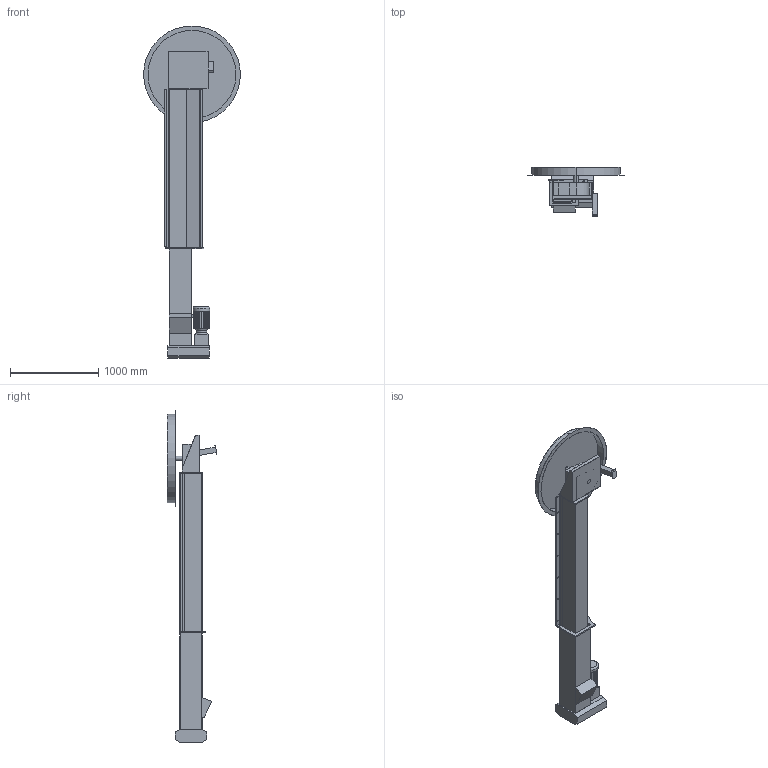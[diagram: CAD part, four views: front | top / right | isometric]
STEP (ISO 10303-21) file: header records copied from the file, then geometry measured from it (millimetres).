
FILE_DESCRIPTION (( 'STEP AP203' ), '1' );
FILE_NAME ('Dopravník_barevný.STEP', '2021-03-10T11:15:03', ( '' ), ( '' ), 'SwSTEP 2.0', 'SolidWorks 2020', '' );
FILE_SCHEMA (( 'CONFIG_CONTROL_DESIGN' ));
Length unit declared in the file: millimetre
Products named in the file (1): Dopravník_barevný
Bounding box: 1094 x 562.79 x 3752 mm (x, y, z)
Volume: 72530941.5 mm3; surface area: 11607614.9 mm2
Topology: 7 solids, 7 shells, 315 faces, 855 edges, 561 vertices
Faces by surface type: plane 254, cylinder 55, torus 6
Entity records: 9906 total; most frequent: CARTESIAN_POINT 1756, ORIENTED_EDGE 1710, DIRECTION 1607, EDGE_CURVE 855, LINE 719, VECTOR 719, VERTEX_POINT 561, AXIS2_PLACEMENT_3D 444
